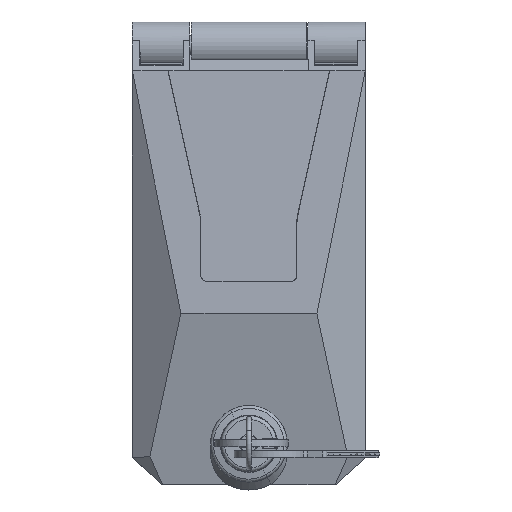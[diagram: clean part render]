
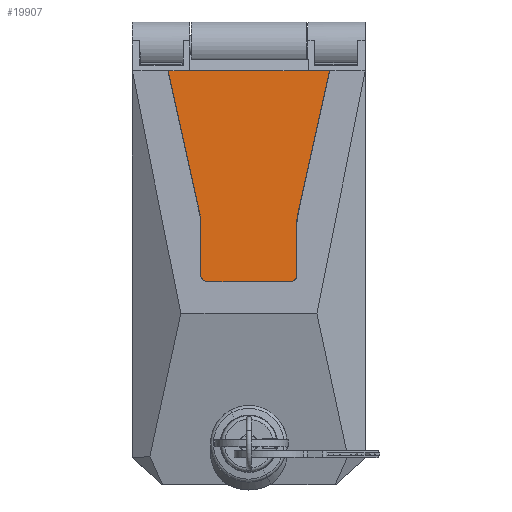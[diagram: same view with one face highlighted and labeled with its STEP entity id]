
A CAD part, top view. The second image highlights one B-rep face of the part: STEP entity #19907.
In plain terms, the highlighted planar face has unit normal (0, 0.052, 0.999).
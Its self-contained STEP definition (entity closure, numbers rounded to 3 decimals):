
#19883=AXIS2_PLACEMENT_3D('Plane Axis2P3D',#19880,#19881,#19882) ;
#17740=CARTESIAN_POINT('Vertex',(56.551,120.093,35.301)) ;
#17759=CARTESIAN_POINT('Vertex',(10.249,120.093,35.301)) ;
#17762=CARTESIAN_POINT('Line Origine',(33.4,120.093,35.301)) ;
#19126=CARTESIAN_POINT('Vertex',(47.387,78.814,37.465)) ;
#19130=CARTESIAN_POINT('Control Point',(47.387,78.814,37.465)) ;
#19131=CARTESIAN_POINT('Control Point',(47.293,78.388,37.487)) ;
#19132=CARTESIAN_POINT('Control Point',(47.221,77.958,37.51)) ;
#19133=CARTESIAN_POINT('Control Point',(47.174,77.524,37.532)) ;
#19134=CARTESIAN_POINT('Control Point',(47.15,77.088,37.555)) ;
#19135=CARTESIAN_POINT('Control Point',(47.15,76.652,37.578)) ;
#19136=CARTESIAN_POINT('Vertex',(47.15,76.652,37.578)) ;
#19155=CARTESIAN_POINT('Line Origine',(47.15,69.136,37.972)) ;
#19159=CARTESIAN_POINT('Vertex',(47.15,61.673,38.363)) ;
#19212=CARTESIAN_POINT('Control Point',(45.15,59.675,38.468)) ;
#19213=CARTESIAN_POINT('Control Point',(45.338,59.675,38.468)) ;
#19214=CARTESIAN_POINT('Control Point',(45.527,59.698,38.467)) ;
#19215=CARTESIAN_POINT('Control Point',(45.712,59.742,38.464)) ;
#19216=CARTESIAN_POINT('Control Point',(46.068,59.873,38.457)) ;
#19217=CARTESIAN_POINT('Control Point',(46.384,60.084,38.446)) ;
#19218=CARTESIAN_POINT('Control Point',(46.528,60.207,38.44)) ;
#19219=CARTESIAN_POINT('Control Point',(46.786,60.486,38.425)) ;
#19220=CARTESIAN_POINT('Control Point',(46.972,60.816,38.408)) ;
#19221=CARTESIAN_POINT('Control Point',(47.044,60.992,38.399)) ;
#19222=CARTESIAN_POINT('Control Point',(47.113,61.235,38.386)) ;
#19223=CARTESIAN_POINT('Control Point',(47.143,61.485,38.373)) ;
#19224=CARTESIAN_POINT('Control Point',(47.148,61.547,38.37)) ;
#19225=CARTESIAN_POINT('Control Point',(47.15,61.61,38.366)) ;
#19226=CARTESIAN_POINT('Control Point',(47.15,61.673,38.363)) ;
#19227=CARTESIAN_POINT('Vertex',(45.15,59.675,38.468)) ;
#19263=CARTESIAN_POINT('Line Origine',(33.4,59.675,38.468)) ;
#19267=CARTESIAN_POINT('Vertex',(21.65,59.675,38.468)) ;
#19314=CARTESIAN_POINT('Control Point',(19.65,61.673,38.363)) ;
#19315=CARTESIAN_POINT('Control Point',(19.65,61.484,38.373)) ;
#19316=CARTESIAN_POINT('Control Point',(19.672,61.296,38.383)) ;
#19317=CARTESIAN_POINT('Control Point',(19.717,61.111,38.392)) ;
#19318=CARTESIAN_POINT('Control Point',(19.848,60.756,38.411)) ;
#19319=CARTESIAN_POINT('Control Point',(20.059,60.441,38.428)) ;
#19320=CARTESIAN_POINT('Control Point',(20.182,60.296,38.435)) ;
#19321=CARTESIAN_POINT('Control Point',(20.461,60.039,38.449)) ;
#19322=CARTESIAN_POINT('Control Point',(20.792,59.854,38.458)) ;
#19323=CARTESIAN_POINT('Control Point',(20.968,59.781,38.462)) ;
#19324=CARTESIAN_POINT('Control Point',(21.212,59.712,38.466)) ;
#19325=CARTESIAN_POINT('Control Point',(21.462,59.683,38.467)) ;
#19326=CARTESIAN_POINT('Control Point',(21.524,59.678,38.468)) ;
#19327=CARTESIAN_POINT('Control Point',(21.587,59.675,38.468)) ;
#19328=CARTESIAN_POINT('Control Point',(21.65,59.675,38.468)) ;
#19329=CARTESIAN_POINT('Vertex',(19.65,61.673,38.363)) ;
#19365=CARTESIAN_POINT('Line Origine',(19.65,69.136,37.972)) ;
#19369=CARTESIAN_POINT('Vertex',(19.65,76.652,37.578)) ;
#19405=CARTESIAN_POINT('Control Point',(19.65,76.652,37.578)) ;
#19406=CARTESIAN_POINT('Control Point',(19.65,77.088,37.555)) ;
#19407=CARTESIAN_POINT('Control Point',(19.626,77.524,37.532)) ;
#19408=CARTESIAN_POINT('Control Point',(19.579,77.958,37.51)) ;
#19409=CARTESIAN_POINT('Control Point',(19.507,78.388,37.487)) ;
#19410=CARTESIAN_POINT('Control Point',(19.413,78.814,37.465)) ;
#19411=CARTESIAN_POINT('Vertex',(19.413,78.814,37.465)) ;
#19880=CARTESIAN_POINT('Axis2P3D Location',(33.4,69.324,37.962)) ;
#19885=CARTESIAN_POINT('Line Origine',(51.969,99.453,36.383)) ;
#19890=CARTESIAN_POINT('Line Origine',(14.831,99.453,36.383)) ;
#17763=DIRECTION('Vector Direction',(-1.,0.,0.)) ;
#19156=DIRECTION('Vector Direction',(0.,0.999,-0.052)) ;
#19264=DIRECTION('Vector Direction',(-1.,0.,0.)) ;
#19366=DIRECTION('Vector Direction',(0.,0.999,-0.052)) ;
#19881=DIRECTION('Axis2P3D Direction',(0.,0.052,0.999)) ;
#19882=DIRECTION('Axis2P3D XDirection',(-1.,0.,0.)) ;
#19886=DIRECTION('Vector Direction',(0.216,0.975,-0.051)) ;
#19891=DIRECTION('Vector Direction',(-0.216,0.975,-0.051)) ;
#17764=VECTOR('Line Direction',#17763,1.) ;
#19157=VECTOR('Line Direction',#19156,1.) ;
#19265=VECTOR('Line Direction',#19264,1.) ;
#19367=VECTOR('Line Direction',#19366,1.) ;
#19887=VECTOR('Line Direction',#19886,1.) ;
#19892=VECTOR('Line Direction',#19891,1.) ;
#19896=ORIENTED_EDGE('',*,*,#19229,.F.) ;
#19897=ORIENTED_EDGE('',*,*,#19161,.F.) ;
#19898=ORIENTED_EDGE('',*,*,#19138,.F.) ;
#19899=ORIENTED_EDGE('',*,*,#19889,.F.) ;
#19900=ORIENTED_EDGE('',*,*,#17766,.T.) ;
#19901=ORIENTED_EDGE('',*,*,#19894,.F.) ;
#19902=ORIENTED_EDGE('',*,*,#19413,.F.) ;
#19903=ORIENTED_EDGE('',*,*,#19371,.F.) ;
#19904=ORIENTED_EDGE('',*,*,#19331,.F.) ;
#19905=ORIENTED_EDGE('',*,*,#19269,.F.) ;
#19907=ADVANCED_FACE('57211_IE-FC-SFP-KEY.1\\Product2.1\\56768_GHDE_FC\\Deckel_ZN',(#19906),#19884,.T.) ;
#19129=B_SPLINE_CURVE_WITH_KNOTS('',5,(#19130,#19131,#19132,#19133,#19134,#19135),.UNSPECIFIED.,.F.,.U.,(6,6),(0.,2.182),.UNSPECIFIED.) ;
#19211=B_SPLINE_CURVE_WITH_KNOTS('',5,(#19212,#19213,#19214,#19215,#19216,#19217,#19218,#19219,#19220,#19221,#19222,#19223,#19224,#19225,#19226),.UNSPECIFIED.,.F.,.U.,(6,3,3,3,6),(0.,0.942,1.885,2.827,3.142),.UNSPECIFIED.) ;
#19313=B_SPLINE_CURVE_WITH_KNOTS('',5,(#19314,#19315,#19316,#19317,#19318,#19319,#19320,#19321,#19322,#19323,#19324,#19325,#19326,#19327,#19328),.UNSPECIFIED.,.F.,.U.,(6,3,3,3,6),(0.,0.942,1.885,2.827,3.142),.UNSPECIFIED.) ;
#19404=B_SPLINE_CURVE_WITH_KNOTS('',5,(#19405,#19406,#19407,#19408,#19409,#19410),.UNSPECIFIED.,.F.,.U.,(6,6),(0.,2.182),.UNSPECIFIED.) ;
#17766=EDGE_CURVE('',#17741,#17760,#17765,.T.) ;
#19138=EDGE_CURVE('',#19127,#19137,#19129,.T.) ;
#19161=EDGE_CURVE('',#19137,#19160,#19158,.F.) ;
#19229=EDGE_CURVE('',#19160,#19228,#19211,.F.) ;
#19269=EDGE_CURVE('',#19228,#19268,#19266,.T.) ;
#19331=EDGE_CURVE('',#19268,#19330,#19313,.F.) ;
#19371=EDGE_CURVE('',#19330,#19370,#19368,.T.) ;
#19413=EDGE_CURVE('',#19370,#19412,#19404,.T.) ;
#19889=EDGE_CURVE('',#17741,#19127,#19888,.F.) ;
#19894=EDGE_CURVE('',#19412,#17760,#19893,.T.) ;
#19895=EDGE_LOOP('',(#19896,#19897,#19898,#19899,#19900,#19901,#19902,#19903,#19904,#19905)) ;
#19906=FACE_OUTER_BOUND('',#19895,.T.) ;
#17765=LINE('Line',#17762,#17764) ;
#19158=LINE('Line',#19155,#19157) ;
#19266=LINE('Line',#19263,#19265) ;
#19368=LINE('Line',#19365,#19367) ;
#19888=LINE('Line',#19885,#19887) ;
#19893=LINE('Line',#19890,#19892) ;
#19884=PLANE('',#19883) ;
#17741=VERTEX_POINT('',#17740) ;
#17760=VERTEX_POINT('',#17759) ;
#19127=VERTEX_POINT('',#19126) ;
#19137=VERTEX_POINT('',#19136) ;
#19160=VERTEX_POINT('',#19159) ;
#19228=VERTEX_POINT('',#19227) ;
#19268=VERTEX_POINT('',#19267) ;
#19330=VERTEX_POINT('',#19329) ;
#19370=VERTEX_POINT('',#19369) ;
#19412=VERTEX_POINT('',#19411) ;
